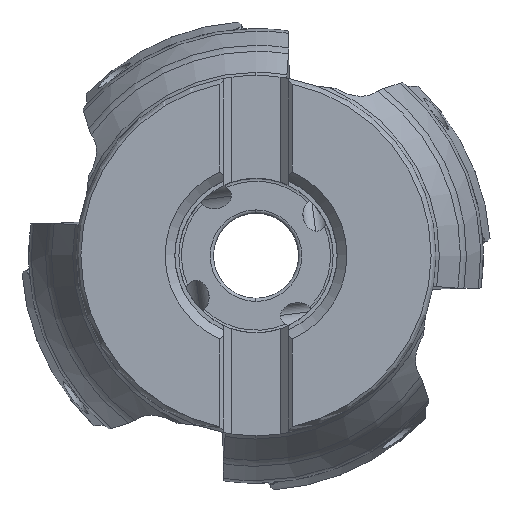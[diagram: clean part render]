
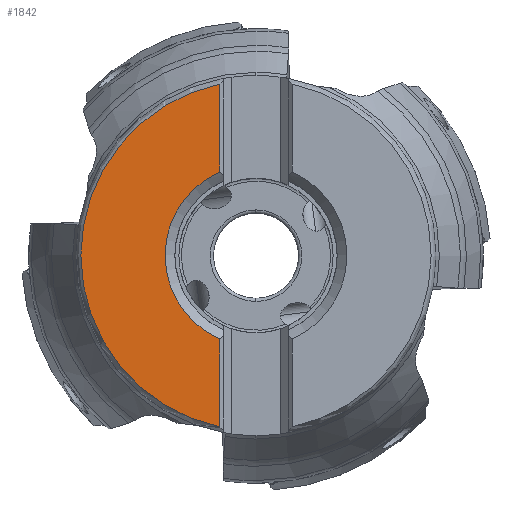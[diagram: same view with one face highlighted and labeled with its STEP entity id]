
A CAD part, top view. The second image highlights one B-rep face of the part: STEP entity #1842.
In plain terms, the highlighted planar face has unit normal (0, 0, 1).
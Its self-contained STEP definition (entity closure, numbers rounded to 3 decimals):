
#216=PLANE('',#11126);
#805=LINE('',#20376,#1260);
#806=LINE('',#20377,#1261);
#1260=VECTOR('',#13015,1.);
#1261=VECTOR('',#13016,1.);
#1842=ADVANCED_FACE('',(#2456),#216,.F.);
#2456=FACE_OUTER_BOUND('',#3016,.T.);
#3016=EDGE_LOOP('',(#5440,#5441,#5442,#5443,#5444));
#5440=ORIENTED_EDGE('',*,*,#9177,.F.);
#5441=ORIENTED_EDGE('',*,*,#9178,.F.);
#5442=ORIENTED_EDGE('',*,*,#9176,.F.);
#5443=ORIENTED_EDGE('',*,*,#9175,.F.);
#5444=ORIENTED_EDGE('',*,*,#9179,.F.);
#7854=VERTEX_POINT('',#20342);
#7857=VERTEX_POINT('',#20368);
#7858=VERTEX_POINT('',#20370);
#7859=VERTEX_POINT('',#20374);
#7860=VERTEX_POINT('',#20375);
#9175=EDGE_CURVE('',#7857,#7858,#10161,.T.);
#9176=EDGE_CURVE('',#7858,#7854,#10162,.T.);
#9177=EDGE_CURVE('',#7859,#7860,#10163,.T.);
#9178=EDGE_CURVE('',#7854,#7859,#805,.T.);
#9179=EDGE_CURVE('',#7860,#7857,#806,.T.);
#10161=CIRCLE('',#11122,21.625);
#10162=CIRCLE('',#11123,21.625);
#10163=CIRCLE('',#11125,11.225);
#11122=AXIS2_PLACEMENT_3D('',#20369,#13007,#13008);
#11123=AXIS2_PLACEMENT_3D('',#20371,#13009,#13010);
#11125=AXIS2_PLACEMENT_3D('',#20373,#13013,#13014);
#11126=AXIS2_PLACEMENT_3D('',#20378,#13017,#13018);
#13007=DIRECTION('',(0.,0.,-1.));
#13008=DIRECTION('',(-0.207,-0.978,0.));
#13009=DIRECTION('',(0.,0.,-1.));
#13010=DIRECTION('',(-1.,0.002,0.));
#13013=DIRECTION('',(0.,0.,1.));
#13014=DIRECTION('',(-0.398,0.917,0.));
#13015=DIRECTION('',(0.,-1.,0.));
#13016=DIRECTION('',(0.,-1.,0.));
#13017=DIRECTION('',(0.,0.,-1.));
#13018=DIRECTION('',(0.,1.,0.));
#20342=CARTESIAN_POINT('',(-4.47,21.158,0.));
#20368=CARTESIAN_POINT('',(-4.47,-21.158,0.));
#20369=CARTESIAN_POINT('',(0.,0.,0.));
#20370=CARTESIAN_POINT('',(-21.625,0.045,0.));
#20371=CARTESIAN_POINT('',(0.,0.,0.));
#20373=CARTESIAN_POINT('',(0.,0.,0.));
#20374=CARTESIAN_POINT('',(-4.47,10.297,0.));
#20375=CARTESIAN_POINT('',(-4.47,-10.297,0.));
#20376=CARTESIAN_POINT('',(-4.47,21.158,0.));
#20377=CARTESIAN_POINT('',(-4.47,-10.297,0.));
#20378=CARTESIAN_POINT('',(60.,48.,0.));
